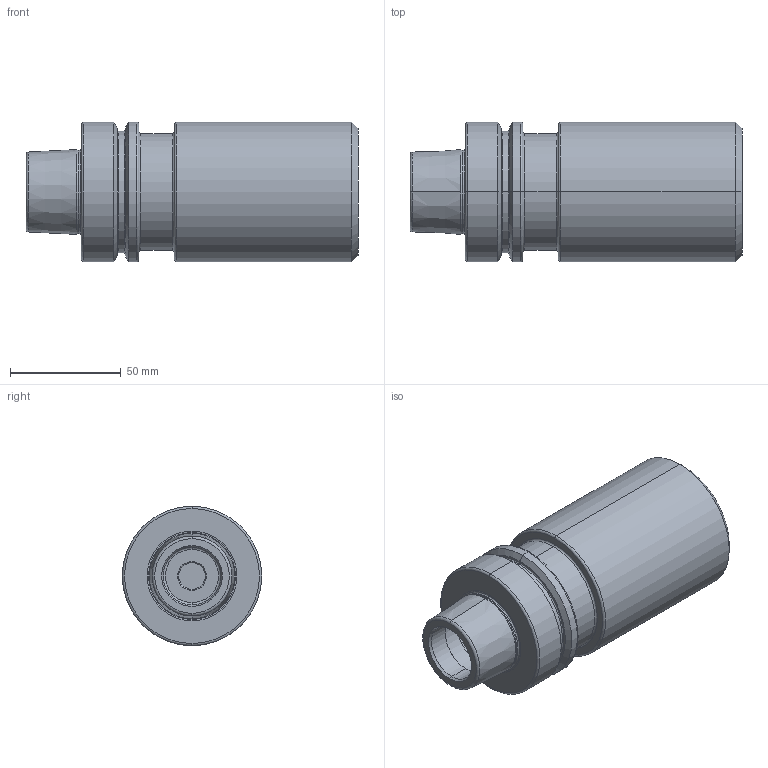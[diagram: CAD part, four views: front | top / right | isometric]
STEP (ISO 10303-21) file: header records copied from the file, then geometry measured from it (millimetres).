
FILE_DESCRIPTION (( 'STEP AP203' ), '1' );
FILE_NAME ('F63.17.63.STEP', '2017-12-26T01:16:23', ( '' ), ( '' ), 'SwSTEP 2.0', 'SolidWorks 2012', '' );
FILE_SCHEMA (( 'CONFIG_CONTROL_DESIGN' ));
Length unit declared in the file: millimetre
Products named in the file (1): F63.17.63
Bounding box: 150 x 63 x 63 mm (x, y, z)
Volume: 374720.1 mm3; surface area: 38743.6 mm2
Topology: 1 solids, 1 shells, 79 faces, 158 edges, 87 vertices
Faces by surface type: torus 26, cone 22, cylinder 22, plane 9
Entity records: 2111 total; most frequent: DIRECTION 428, CARTESIAN_POINT 323, ORIENTED_EDGE 312, AXIS2_PLACEMENT_3D 192, EDGE_CURVE 156, CIRCLE 112, EDGE_LOOP 87, VERTEX_POINT 87
